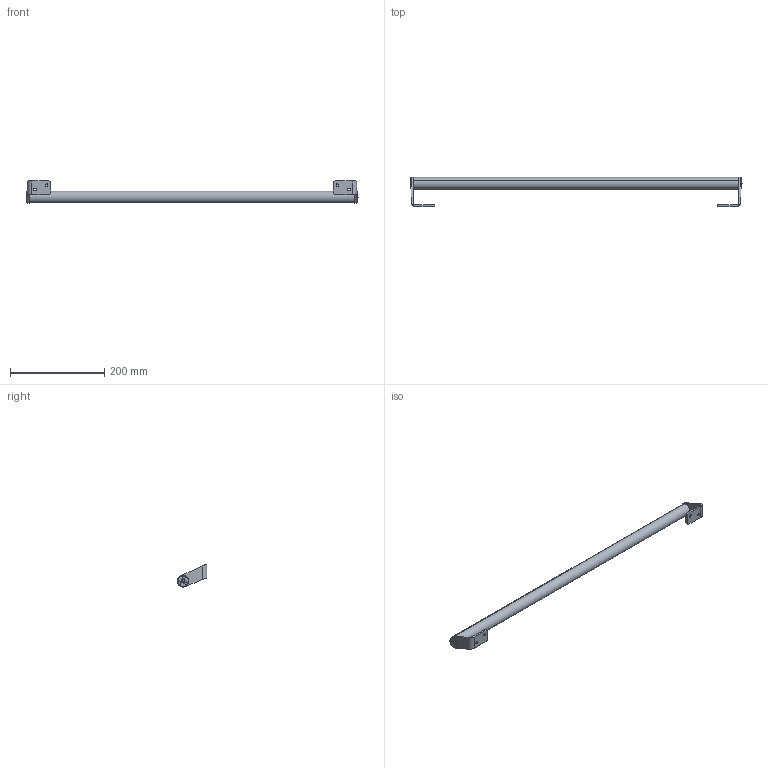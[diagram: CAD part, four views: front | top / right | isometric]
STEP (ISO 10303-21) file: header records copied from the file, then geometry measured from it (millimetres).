
FILE_DESCRIPTION (( 'STEP AP203' ), '1' );
FILE_NAME ('A-236-7.STEP', '2023-08-04T07:59:41', ( '' ), ( '' ), 'SwSTEP 2.0', 'SolidWorks 2021', '' );
FILE_SCHEMA (( 'CONFIG_CONTROL_DESIGN' ));
Length unit declared in the file: millimetre
Products named in the file (6): 01766-B102_103__僽儔働僢僩A; 01766-B101-series__A-236-7; 01766-B104_; 01766-B102_103__僽儔働僢僩B; A-236-7; 01766-B105__CSPLCSB6-SUS-TP4-16
Assembly tree (11 placements, depth 2):
  A-236-7
    01766-B101-series__A-236-7
    01766-B102_103__僽儔働僢僩A
    01766-B102_103__僽儔働僢僩B
    01766-B105__CSPLCSB6-SUS-TP4-16  x6
    01766-B104_  x2
Bounding box: 706 x 62.68 x 47.18 mm (x, y, z)
Volume: 185529.2 mm3; surface area: 133645.2 mm2
Topology: 11 solids, 11 shells, 366 faces, 912 edges, 576 vertices
Faces by surface type: plane 156, cylinder 132, cone 66, sphere 8, torus 4
Entity records: 6822 total; most frequent: DIRECTION 1122, CARTESIAN_POINT 1074, ORIENTED_EDGE 1000, EDGE_CURVE 500, AXIS2_PLACEMENT_3D 430, VERTEX_POINT 318, VECTOR 262, LINE 262
